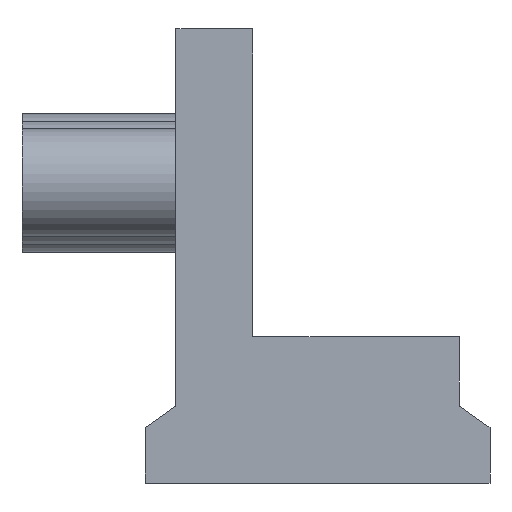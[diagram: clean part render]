
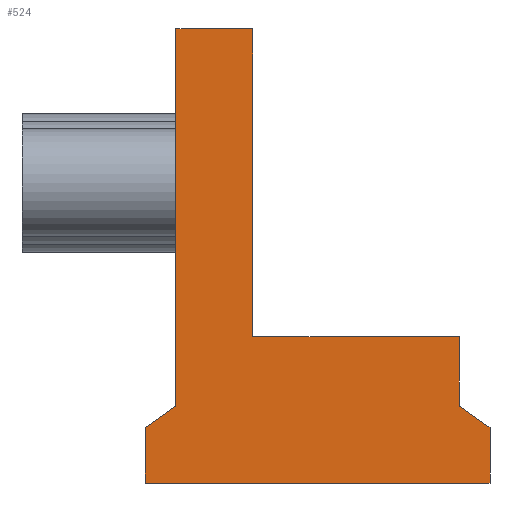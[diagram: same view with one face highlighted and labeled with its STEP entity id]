
A CAD part, front view. The second image highlights one B-rep face of the part: STEP entity #524.
In plain terms, the highlighted planar face has unit normal (0, -1, 0).
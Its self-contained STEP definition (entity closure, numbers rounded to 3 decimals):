
#54=PLANE('',#593);
#84=FACE_OUTER_BOUND('',#132,.T.);
#132=EDGE_LOOP('',(#473,#474,#475,#476,#477,#478,#479,#480,#481,#482));
#148=LINE('',#839,#190);
#149=LINE('',#842,#191);
#152=LINE('',#848,#194);
#163=LINE('',#870,#205);
#166=LINE('',#875,#208);
#168=LINE('',#879,#210);
#170=LINE('',#883,#212);
#172=LINE('',#887,#214);
#173=LINE('',#889,#215);
#174=LINE('',#891,#216);
#190=VECTOR('',#700,10.);
#191=VECTOR('',#703,10.);
#194=VECTOR('',#708,10.);
#205=VECTOR('',#723,10.);
#208=VECTOR('',#728,10.);
#210=VECTOR('',#732,10.);
#212=VECTOR('',#736,10.);
#214=VECTOR('',#740,10.);
#215=VECTOR('',#743,10.);
#216=VECTOR('',#746,10.);
#266=VERTEX_POINT('',#833);
#268=VERTEX_POINT('',#837);
#269=VERTEX_POINT('',#841);
#271=VERTEX_POINT('',#847);
#279=VERTEX_POINT('',#867);
#280=VERTEX_POINT('',#869);
#281=VERTEX_POINT('',#873);
#282=VERTEX_POINT('',#877);
#283=VERTEX_POINT('',#881);
#284=VERTEX_POINT('',#885);
#324=EDGE_CURVE('',#266,#268,#148,.T.);
#325=EDGE_CURVE('',#269,#268,#149,.T.);
#328=EDGE_CURVE('',#271,#266,#152,.T.);
#339=EDGE_CURVE('',#280,#279,#163,.T.);
#342=EDGE_CURVE('',#279,#281,#166,.T.);
#344=EDGE_CURVE('',#281,#282,#168,.T.);
#346=EDGE_CURVE('',#282,#283,#170,.T.);
#348=EDGE_CURVE('',#283,#284,#172,.T.);
#349=EDGE_CURVE('',#284,#271,#173,.T.);
#350=EDGE_CURVE('',#280,#269,#174,.T.);
#473=ORIENTED_EDGE('',*,*,#328,.T.);
#474=ORIENTED_EDGE('',*,*,#324,.T.);
#475=ORIENTED_EDGE('',*,*,#325,.F.);
#476=ORIENTED_EDGE('',*,*,#350,.F.);
#477=ORIENTED_EDGE('',*,*,#339,.T.);
#478=ORIENTED_EDGE('',*,*,#342,.T.);
#479=ORIENTED_EDGE('',*,*,#344,.T.);
#480=ORIENTED_EDGE('',*,*,#346,.T.);
#481=ORIENTED_EDGE('',*,*,#348,.T.);
#482=ORIENTED_EDGE('',*,*,#349,.T.);
#524=ADVANCED_FACE('',(#84),#54,.T.);
#593=AXIS2_PLACEMENT_3D('',#892,#747,#748);
#700=DIRECTION('',(0.,0.,1.));
#703=DIRECTION('',(1.,0.,0.));
#708=DIRECTION('',(-1.,0.,0.));
#723=DIRECTION('',(-0.819,0.,-0.574));
#728=DIRECTION('',(0.,0.,-1.));
#732=DIRECTION('',(1.,0.,0.));
#736=DIRECTION('',(0.,0.,1.));
#740=DIRECTION('',(-0.819,0.,0.574));
#743=DIRECTION('',(0.,0.,1.));
#746=DIRECTION('',(0.,0.,1.));
#747=DIRECTION('center_axis',(0.,-1.,0.));
#748=DIRECTION('ref_axis',(0.,0.,-1.));
#833=CARTESIAN_POINT('',(-4.2,-102.,15.));
#837=CARTESIAN_POINT('',(-4.2,-102.,35.));
#839=CARTESIAN_POINT('',(-4.2,-102.,15.));
#841=CARTESIAN_POINT('',(-9.2,-102.,35.));
#842=CARTESIAN_POINT('',(-4.2,-102.,35.));
#847=CARTESIAN_POINT('',(9.2,-102.,15.));
#848=CARTESIAN_POINT('',(9.2,-102.,15.));
#867=CARTESIAN_POINT('',(-11.2,-102.,9.1));
#869=CARTESIAN_POINT('',(-9.2,-102.,10.5));
#870=CARTESIAN_POINT('',(-9.2,-102.,10.5));
#873=CARTESIAN_POINT('',(-11.2,-102.,5.5));
#875=CARTESIAN_POINT('',(-11.2,-102.,9.1));
#877=CARTESIAN_POINT('',(11.2,-102.,5.5));
#879=CARTESIAN_POINT('',(-11.2,-102.,5.5));
#881=CARTESIAN_POINT('',(11.2,-102.,9.1));
#883=CARTESIAN_POINT('',(11.2,-102.,5.5));
#885=CARTESIAN_POINT('',(9.2,-102.,10.5));
#887=CARTESIAN_POINT('',(11.2,-102.,9.1));
#889=CARTESIAN_POINT('',(9.2,-102.,10.5));
#891=CARTESIAN_POINT('',(-9.2,-102.,15.));
#892=CARTESIAN_POINT('Origin',(0.,-102.,10.25));
